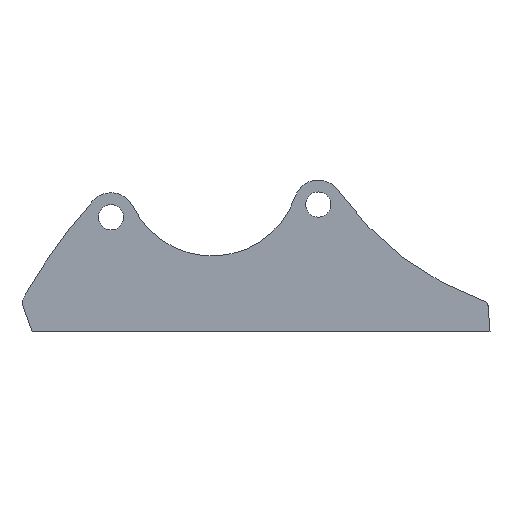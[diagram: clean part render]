
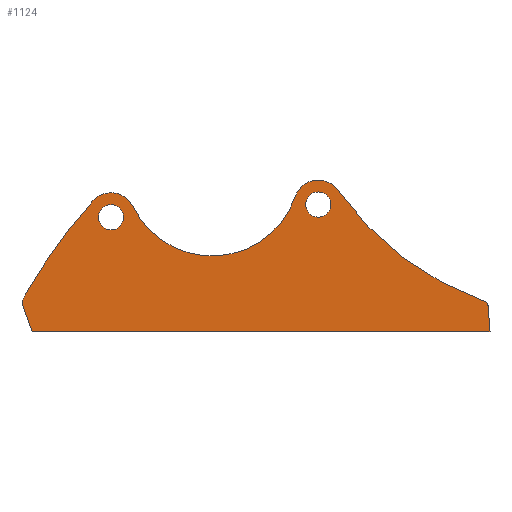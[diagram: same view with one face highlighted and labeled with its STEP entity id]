
A CAD part, top view. The second image highlights one B-rep face of the part: STEP entity #1124.
In plain terms, the highlighted planar face has unit normal (0, 0, 1).
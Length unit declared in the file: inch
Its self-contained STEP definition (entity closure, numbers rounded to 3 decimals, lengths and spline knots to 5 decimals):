
#667=CARTESIAN_POINT('',(0.83357,-6.23415,0.0));
#668=VERTEX_POINT('',#667);
#669=CARTESIAN_POINT('',(0.17921,-7.14196,0.0));
#670=VERTEX_POINT('',#669);
#671=CARTESIAN_POINT('',(4.87922,-9.84006,0.0));
#672=DIRECTION('',(0.0,0.0,1.0));
#673=DIRECTION('',(1.0,0.0,0.0));
#674=AXIS2_PLACEMENT_3D('',#671,#672,#673);
#675=CIRCLE('',#674,5.4194);
#676=EDGE_CURVE('',#668,#670,#675,.T.);
#709=CARTESIAN_POINT('',(0.15266,-7.19456,0.0));
#710=VERTEX_POINT('',#709);
#711=CARTESIAN_POINT('',(0.65463,-7.41488,0.0));
#712=DIRECTION('',(0.0,0.0,1.0));
#713=DIRECTION('',(1.0,0.0,0.0));
#714=AXIS2_PLACEMENT_3D('',#711,#712,#713);
#715=CIRCLE('',#714,0.54819);
#716=EDGE_CURVE('',#670,#710,#715,.T.);
#742=CARTESIAN_POINT('',(0.15131,-7.23133,0.0));
#743=VERTEX_POINT('',#742);
#744=CARTESIAN_POINT('',(0.19845,-7.21466,0.0));
#745=DIRECTION('',(0.0,0.0,1.0));
#746=DIRECTION('',(1.0,0.0,0.0));
#747=AXIS2_PLACEMENT_3D('',#744,#745,#746);
#748=CIRCLE('',#747,0.05);
#749=EDGE_CURVE('',#710,#743,#748,.T.);
#775=CARTESIAN_POINT('',(0.24636,-7.5,0.0));
#776=VERTEX_POINT('',#775);
#777=CARTESIAN_POINT('',(0.15131,-7.23133,0.0));
#778=DIRECTION('',(0.334,-0.943,0.0));
#779=VECTOR('',#778,1.);
#780=LINE('',#777,#779);
#781=EDGE_CURVE('',#743,#776,#780,.T.);
#806=CARTESIAN_POINT('',(4.67533,-7.5,0.0));
#807=VERTEX_POINT('',#806);
#808=CARTESIAN_POINT('',(0.24636,-7.5,0.0));
#809=DIRECTION('',(1.0,0.0,0.0));
#810=VECTOR('',#809,1.);
#811=LINE('',#808,#810);
#812=EDGE_CURVE('',#776,#807,#811,.T.);
#837=CARTESIAN_POINT('',(4.65674,-7.24917,0.0));
#838=VERTEX_POINT('',#837);
#839=CARTESIAN_POINT('',(4.67533,-7.5,0.0));
#840=DIRECTION('',(-0.074,0.997,0.0));
#841=VECTOR('',#840,1.);
#842=LINE('',#839,#841);
#843=EDGE_CURVE('',#807,#838,#842,.T.);
#868=CARTESIAN_POINT('',(4.62357,-7.20571,0.0));
#869=VERTEX_POINT('',#868);
#870=CARTESIAN_POINT('',(4.60683,-7.25287,0.0));
#871=DIRECTION('',(0.0,0.0,1.0));
#872=DIRECTION('',(1.0,0.0,0.0));
#873=AXIS2_PLACEMENT_3D('',#870,#871,#872);
#874=CIRCLE('',#873,0.05004);
#875=EDGE_CURVE('',#838,#869,#874,.T.);
#901=CARTESIAN_POINT('',(3.20696,-6.13244,0.0));
#902=VERTEX_POINT('',#901);
#903=CARTESIAN_POINT('',(5.60602,-4.43746,0.0));
#904=DIRECTION('',(0.0,0.0,-1.0));
#905=DIRECTION('',(1.0,0.0,0.0));
#906=AXIS2_PLACEMENT_3D('',#903,#904,#905);
#907=CIRCLE('',#906,2.93742);
#908=EDGE_CURVE('',#869,#902,#907,.T.);
#934=CARTESIAN_POINT('',(2.79061,-6.19206,0.0));
#935=VERTEX_POINT('',#934);
#936=CARTESIAN_POINT('',(3.01404,-6.26875,0.0));
#937=DIRECTION('',(0.0,0.0,1.0));
#938=DIRECTION('',(1.0,0.0,0.0));
#939=AXIS2_PLACEMENT_3D('',#936,#937,#938);
#940=CIRCLE('',#939,0.23622);
#941=EDGE_CURVE('',#902,#935,#940,.T.);
#967=CARTESIAN_POINT('',(1.22232,-6.28798,0.0));
#968=VERTEX_POINT('',#967);
#969=CARTESIAN_POINT('',(1.98666,-5.9161,0.0));
#970=DIRECTION('',(0.0,0.0,-1.0));
#971=DIRECTION('',(1.0,0.0,0.0));
#972=AXIS2_PLACEMENT_3D('',#969,#970,#971);
#973=CIRCLE('',#972,0.85);
#974=EDGE_CURVE('',#935,#968,#973,.T.);
#1011=CARTESIAN_POINT('',(3.13609,-6.26875,0.0));
#1012=VERTEX_POINT('',#1011);
#1013=CARTESIAN_POINT('',(3.01404,-6.26875,0.0));
#1014=DIRECTION('',(0.0,0.0,1.0));
#1015=DIRECTION('',(1.0,0.0,0.0));
#1016=AXIS2_PLACEMENT_3D('',#1013,#1014,#1015);
#1017=CIRCLE('',#1016,0.12205);
#1018=EDGE_CURVE('',#1012,#1012,#1017,.T.);
#1039=CARTESIAN_POINT('',(1.13196,-6.39133,0.0));
#1040=VERTEX_POINT('',#1039);
#1041=CARTESIAN_POINT('',(1.00991,-6.39133,0.0));
#1042=DIRECTION('',(0.0,0.0,1.0));
#1043=DIRECTION('',(1.0,0.0,0.0));
#1044=AXIS2_PLACEMENT_3D('',#1041,#1042,#1043);
#1045=CIRCLE('',#1044,0.12205);
#1046=EDGE_CURVE('',#1040,#1040,#1045,.T.);
#1056=CARTESIAN_POINT('',(1.00991,-6.39133,0.0));
#1057=DIRECTION('',(0.0,0.0,1.0));
#1058=DIRECTION('',(1.0,0.0,0.0));
#1059=AXIS2_PLACEMENT_3D('',#1056,#1057,#1058);
#1060=CIRCLE('',#1059,0.23622);
#1061=EDGE_CURVE('',#968,#668,#1060,.T.);
#1100=CARTESIAN_POINT('',(4.87922,-9.84006,0.0));
#1101=DIRECTION('',(0.0,0.0,1.0));
#1102=DIRECTION('',(1.0,0.0,0.0));
#1103=AXIS2_PLACEMENT_3D('',#1100,#1101,#1102);
#1104=PLANE('',#1103);
#1105=ORIENTED_EDGE('',*,*,#676,.T.);
#1106=ORIENTED_EDGE('',*,*,#716,.T.);
#1107=ORIENTED_EDGE('',*,*,#749,.T.);
#1108=ORIENTED_EDGE('',*,*,#781,.T.);
#1109=ORIENTED_EDGE('',*,*,#812,.T.);
#1110=ORIENTED_EDGE('',*,*,#843,.T.);
#1111=ORIENTED_EDGE('',*,*,#875,.T.);
#1112=ORIENTED_EDGE('',*,*,#908,.T.);
#1113=ORIENTED_EDGE('',*,*,#941,.T.);
#1114=ORIENTED_EDGE('',*,*,#974,.T.);
#1115=ORIENTED_EDGE('',*,*,#1061,.T.);
#1116=EDGE_LOOP('',(#1105,#1106,#1107,#1108,#1109,#1110,#1111,#1112,#1113,#1114,#1115));
#1117=FACE_OUTER_BOUND('',#1116,.T.);
#1118=ORIENTED_EDGE('',*,*,#1046,.F.);
#1119=EDGE_LOOP('',(#1118));
#1120=FACE_BOUND('',#1119,.T.);
#1121=ORIENTED_EDGE('',*,*,#1018,.F.);
#1122=EDGE_LOOP('',(#1121));
#1123=FACE_BOUND('',#1122,.T.);
#1124=ADVANCED_FACE('',(#1117,#1120,#1123),#1104,.T.);
